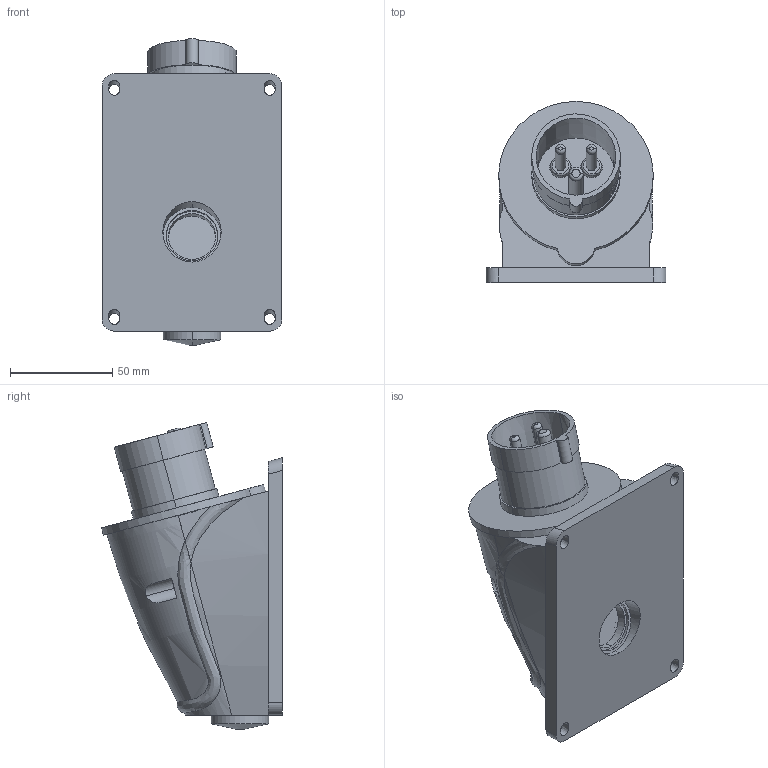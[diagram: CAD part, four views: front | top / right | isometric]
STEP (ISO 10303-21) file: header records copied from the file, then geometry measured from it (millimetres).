
FILE_DESCRIPTION (( 'STEP AP214' ), '1' );
FILE_NAME ('PSN51-016-3 Âèëêà ñòàöèîíàðíàÿ ÑÑÈ-513 16À-6÷_200-250Â 2Ð+ÐÅ IP44 MAGNUM ÈÝÊ+1.STEP', '2025-09-15T10:49:01', ( '' ), ( '' ), 'SwSTEP 2.0', 'SolidWorks 2022', '' );
FILE_SCHEMA (( 'AUTOMOTIVE_DESIGN' ));
Length unit declared in the file: millimetre
Products named in the file (1): PSN51-016-3 Вилка стационарная ССИ-513 16А-6ч_200-250В 2Р+РЕ IP44 MAGNUM ИЭК+1
Bounding box: 88 x 88.42 x 150.1 mm (x, y, z)
Volume: 202578.4 mm3; surface area: 96921.3 mm2
Topology: 9 solids, 11 shells, 548 faces, 1378 edges, 902 vertices
Faces by surface type: plane 298, cylinder 184, bspline 35, cone 18, torus 13
Entity records: 24876 total; most frequent: CARTESIAN_POINT 11559, ORIENTED_EDGE 2740, DIRECTION 2575, EDGE_CURVE 1370, AXIS2_PLACEMENT_3D 903, VERTEX_POINT 902, LINE 769, VECTOR 769
